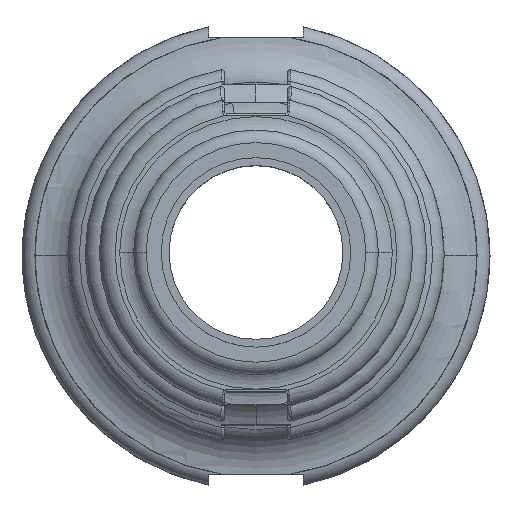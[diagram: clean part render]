
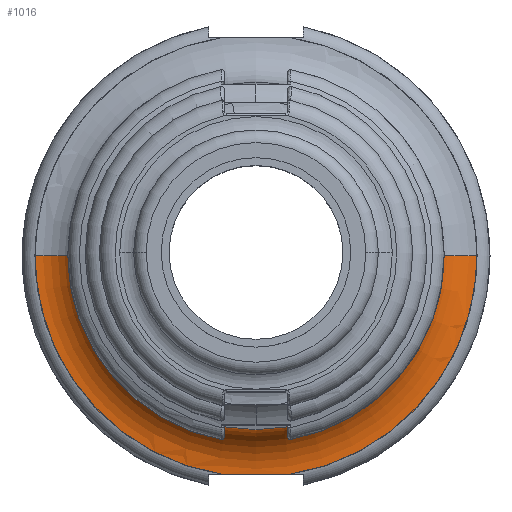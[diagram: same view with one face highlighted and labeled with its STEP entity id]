
A CAD part, top view. The second image highlights one B-rep face of the part: STEP entity #1016.
In plain terms, the highlighted toroidal (fillet/blend) face has major radius 44.461 mm and minor radius 9.525 mm.
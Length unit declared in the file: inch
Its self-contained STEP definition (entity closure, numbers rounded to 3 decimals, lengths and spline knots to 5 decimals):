
#271=CARTESIAN_POINT('',(-0.27619,-1.7285,1.188));
#272=CARTESIAN_POINT('',(-0.24988,-1.7285,1.188));
#273=CARTESIAN_POINT('',(-0.19728,-1.7285,1.18814));
#274=CARTESIAN_POINT('',(-0.11837,-1.7285,1.18844));
#275=CARTESIAN_POINT('',(-0.03945,-1.7285,1.18865));
#276=CARTESIAN_POINT('',(0.03946,-1.7285,1.18865));
#277=CARTESIAN_POINT('',(0.11837,-1.7285,1.18844));
#278=CARTESIAN_POINT('',(0.19728,-1.7285,1.18814));
#279=CARTESIAN_POINT('',(0.24988,-1.7285,1.188));
#280=CARTESIAN_POINT('',(0.27619,-1.7285,1.188));
#282=CARTESIAN_POINT('',(0.,0.,1.188));
#283=DIRECTION('',(0.,0.,-1.));
#284=DIRECTION('',(-0.158,-0.987,0.));
#285=AXIS2_PLACEMENT_3D('',#282,#283,#284);
#287=CARTESIAN_POINT('',(-1.75043,0.,1.563));
#288=DIRECTION('',(0.,1.,0.));
#289=DIRECTION('',(0.999,0.,-0.041));
#290=AXIS2_PLACEMENT_3D('',#287,#288,#289);
#292=CARTESIAN_POINT('',(0.,0.,1.54762));
#293=DIRECTION('',(0.,0.,-1.));
#294=DIRECTION('',(1.,0.,0.));
#295=AXIS2_PLACEMENT_3D('',#292,#293,#294);
#297=CARTESIAN_POINT('',(1.75043,0.,1.563));
#298=DIRECTION('',(0.,-1.,0.));
#299=DIRECTION('',(-0.999,0.,-0.041));
#300=AXIS2_PLACEMENT_3D('',#297,#298,#299);
#302=CARTESIAN_POINT('',(0.,0.,1.188));
#303=DIRECTION('',(0.,0.,-1.));
#304=DIRECTION('',(1.,0.,0.));
#305=AXIS2_PLACEMENT_3D('',#302,#303,#304);
#484=CARTESIAN_POINT('',(-0.27619,-1.7285,1.188));
#486=CARTESIAN_POINT('',(0.27619,-1.7285,1.188));
#639=CARTESIAN_POINT('',(1.37574,0.,1.54762));
#640=CARTESIAN_POINT('',(-1.37574,0.,1.54762));
#641=VERTEX_POINT('',#639);
#642=VERTEX_POINT('',#640);
#643=CARTESIAN_POINT('',(1.75043,0.,1.188));
#644=VERTEX_POINT('',#643);
#645=CARTESIAN_POINT('',(-1.75043,0.,1.188));
#646=VERTEX_POINT('',#645);
#709=VERTEX_POINT('',#484);
#710=VERTEX_POINT('',#486);
#1000=CARTESIAN_POINT('',(0.,0.,1.563));
#1001=DIRECTION('',(0.,0.,1.));
#1002=DIRECTION('',(-1.,0.,0.));
#1003=AXIS2_PLACEMENT_3D('',#1000,#1001,#1002);
#1004=TOROIDAL_SURFACE('',#1003,1.75043,0.375);
#1006=ORIENTED_EDGE('',*,*,#1005,.F.);
#1008=ORIENTED_EDGE('',*,*,#1007,.T.);
#1009=ORIENTED_EDGE('',*,*,#993,.F.);
#1010=ORIENTED_EDGE('',*,*,#814,.F.);
#1011=ORIENTED_EDGE('',*,*,#990,.T.);
#1013=ORIENTED_EDGE('',*,*,#1012,.T.);
#1014=EDGE_LOOP('',(#1006,#1008,#1009,#1010,#1011,#1013));
#1015=FACE_OUTER_BOUND('',#1014,.F.);
#281=B_SPLINE_CURVE_WITH_KNOTS('',3,(#271,#272,#273,#274,#275,#276,#277,#278,
#279,#280),.UNSPECIFIED.,.F.,.F.,(4,1,1,1,1,1,1,4),(0.,0.14286,
0.28571,0.42857,0.57143,0.71429,
0.85714,1.),.UNSPECIFIED.);
#286=CIRCLE('',#285,1.75043);
#291=CIRCLE('',#290,0.375);
#296=CIRCLE('',#295,1.37574);
#301=CIRCLE('',#300,0.375);
#306=CIRCLE('',#305,1.75043);
#814=EDGE_CURVE('',#641,#642,#296,.T.);
#990=EDGE_CURVE('',#641,#644,#301,.T.);
#993=EDGE_CURVE('',#642,#646,#291,.T.);
#1005=EDGE_CURVE('',#709,#710,#281,.T.);
#1007=EDGE_CURVE('',#709,#646,#286,.T.);
#1012=EDGE_CURVE('',#644,#710,#306,.T.);
#1016=ADVANCED_FACE('',(#1015),#1004,.F.);
